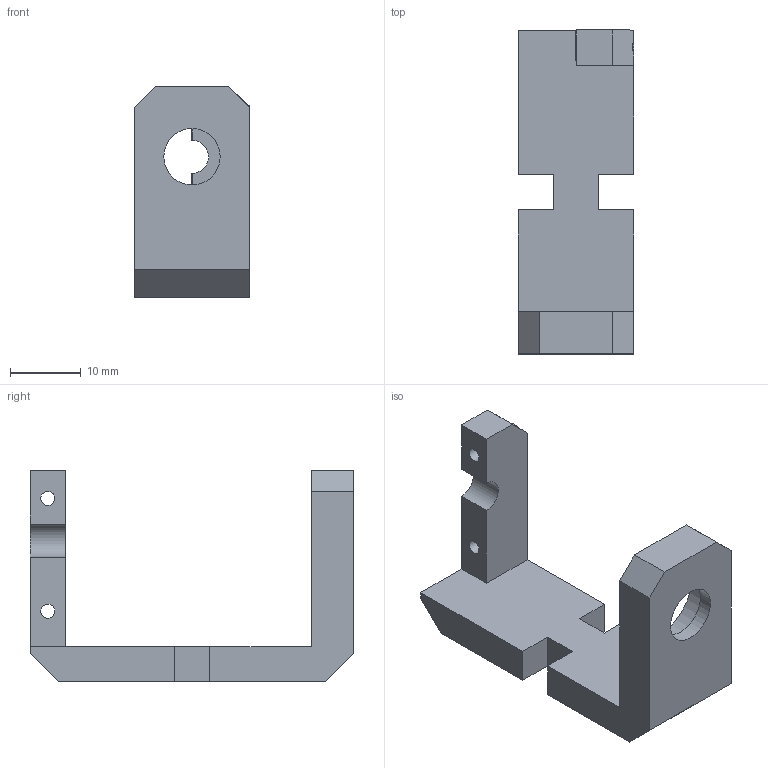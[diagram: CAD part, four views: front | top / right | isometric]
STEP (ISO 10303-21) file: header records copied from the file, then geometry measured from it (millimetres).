
FILE_DESCRIPTION(/* description */ (''),/* implementation_level */ '2;1');
FILE_NAME(/* name */ 'ankle_joint.step',/* time_stamp */ '2020-05-20T16:03:25+02:00',/* author */ (''),/* organization */ (''),/* preprocessor_version */ 'ST-DEVELOPER v18.1',/* originating_system */ 'Autodesk Translation Framework v9.3.0.1241',/* authorisation */ '');
FILE_SCHEMA (('AUTOMOTIVE_DESIGN { 1 0 10303 214 3 1 1 }'));
Length unit declared in the file: millimetre
Products named in the file (1): ankle_joint
Bounding box: 16.4 x 45.9 x 30 mm (x, y, z)
Volume: 5973.6 mm3; surface area: 3936.3 mm2
Topology: 1 solids, 1 shells, 32 faces, 87 edges, 58 vertices
Faces by surface type: plane 26, cylinder 6
Full cylindrical faces by diameter (mm): 2 x2, 8 x1, 12.5 x1
Entity records: 1048 total; most frequent: CARTESIAN_POINT 178, ORIENTED_EDGE 174, DIRECTION 165, EDGE_CURVE 87, LINE 75, VECTOR 75, VERTEX_POINT 58, AXIS2_PLACEMENT_3D 45
